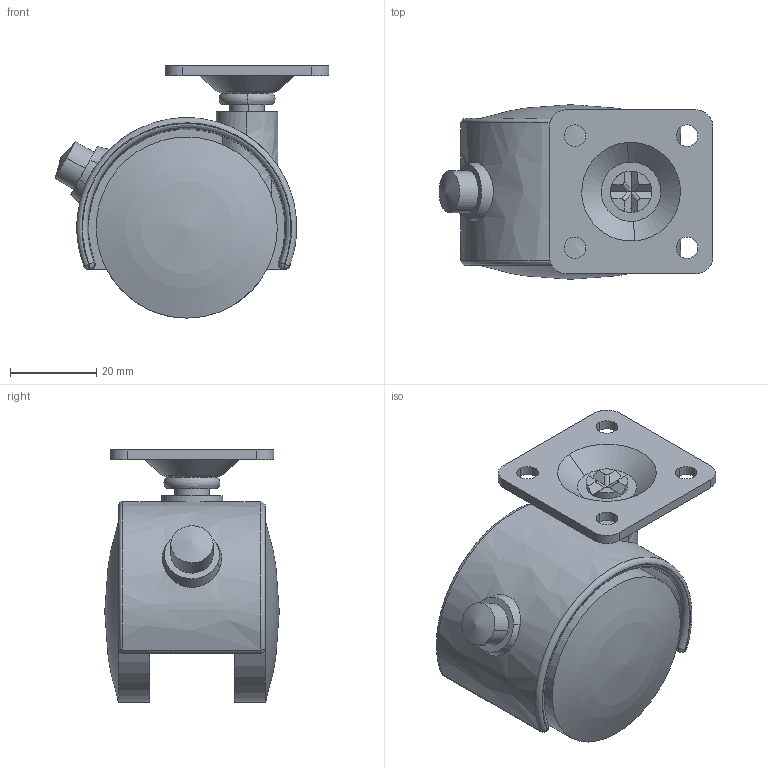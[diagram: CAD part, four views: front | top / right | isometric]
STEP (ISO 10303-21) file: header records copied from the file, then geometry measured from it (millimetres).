
FILE_DESCRIPTION((''),'2;1');
FILE_NAME('','2005-12-16T13:21:56',(''),(''),'','CADfix','');
FILE_SCHEMA(('AUTOMOTIVE_DESIGN'));
Length unit declared in the file: millimetre
Products named in the file (5): wheel; mounting plate; main shaft; body; TK40S_4336_36
Assembly tree (5 placements, depth 2):
  TK40S_4336_36
    wheel  x2
    mounting plate
    main shaft
    body
Bounding box: 63.55 x 40.5 x 58.5 mm (x, y, z)
Volume: 39704.9 mm3; surface area: 25545.3 mm2
Topology: 5 solids, 5 shells, 152 faces, 446 edges, 323 vertices
Faces by surface type: bspline 152
Entity records: 5867 total; most frequent: CARTESIAN_POINT 3542, ORIENTED_EDGE 812, EDGE_CURVE 406, VERTEX_POINT 291, EDGE_LOOP 165, FACE_OUTER_BOUND 139, ADVANCED_FACE 139, QUASI_UNIFORM_CURVE 132
